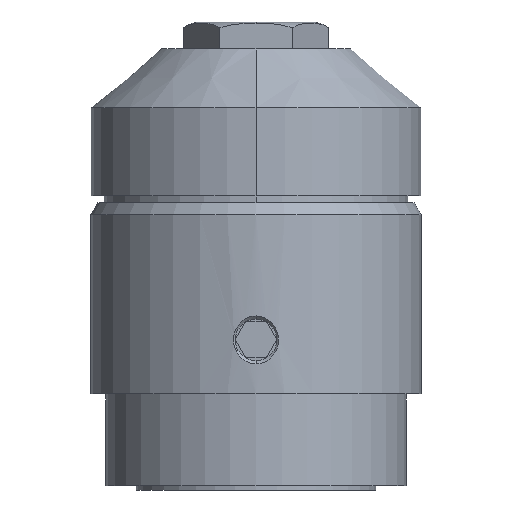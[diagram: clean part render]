
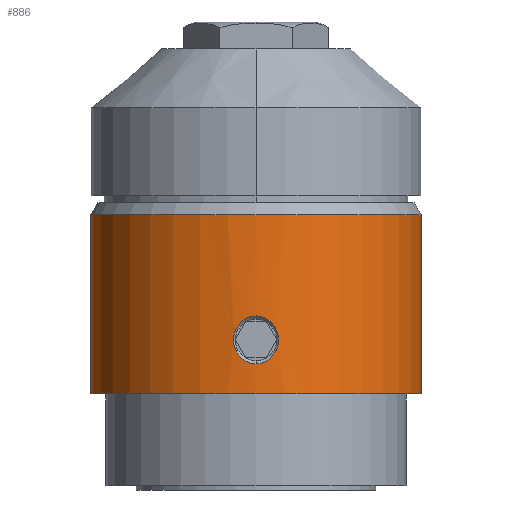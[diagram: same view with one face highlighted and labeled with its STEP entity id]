
A CAD part, front view. The second image highlights one B-rep face of the part: STEP entity #886.
In plain terms, the highlighted cylindrical face has radius 27.505 mm (diameter 55.009 mm), a partial arc.
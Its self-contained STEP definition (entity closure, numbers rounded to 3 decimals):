
#412=VERTEX_POINT('',#1133);
#418=VERTEX_POINT('',#1139);
#432=EDGE_CURVE('',#796,#714,#1154,.T.);
#556=EDGE_CURVE('',#970,#412,#1293,.T.);
#614=EDGE_CURVE('',#970,#688,#1361,.T.);
#618=EDGE_CURVE('',#714,#796,#1365,.T.);
#688=VERTEX_POINT('',#1448);
#696=EDGE_CURVE('',#418,#688,#1459,.T.);
#714=VERTEX_POINT('',#1479);
#796=VERTEX_POINT('',#1565);
#886=ADVANCED_FACE('',(#1665,#1666),#1667,.T.);
#970=VERTEX_POINT('',#1759);
#1066=EDGE_CURVE('',#412,#418,#1866,.T.);
#1133=CARTESIAN_POINT('',(27.505,0.,45.908));
#1139=CARTESIAN_POINT('',(-27.505,0.,45.908));
#1154=B_SPLINE_CURVE_WITH_KNOTS('',3,(#1958,#1959,#1960,#1961,#1962,#1963,#1964,#1965,#1966,#1967,#1968,#1969,#1970,#1971,#1972,#1973,#1974,#1975,#1976,#1977,#1978,#1979,#1980,#1981,#1982,#1983,#1984,#1985,#1986,#1987,#1988,#1989,#1990,#1991),.UNSPECIFIED.,.F.,.F.,(4,2,2,2,2,2,2,2,2,2,2,2,2,2,2,2,4),(5.843,6.579,7.315,8.051,8.786,9.511,10.236,10.961,11.685,12.41,13.135,13.859,14.584,15.32,16.056,16.792,17.528),.UNSPECIFIED.);
#1293=LINE('',#2202,#2203);
#1361=CIRCLE('',#2290,27.505);
#1365=B_SPLINE_CURVE_WITH_KNOTS('',3,(#2295,#2296,#2297,#2298,#2299,#2300,#2301,#2302,#2303,#2304,#2305,#2306,#2307,#2308,#2309,#2310,#2311,#2312,#2313,#2314,#2315,#2316,#2317,#2318,#2319,#2320,#2321,#2322,#2323,#2324,#2325,#2326,#2327,#2328,#2329),.UNSPECIFIED.,.F.,.F.,(4,2,2,2,2,2,2,2,3,2,2,2,2,2,2,2,4),(17.528,18.264,19.,19.736,20.472,21.196,21.921,22.646,23.371,24.095,24.82,25.545,26.269,27.005,27.741,28.477,29.213),.UNSPECIFIED.);
#1448=CARTESIAN_POINT('',(-27.505,0.,16.008));
#1459=LINE('',#2465,#2466);
#1479=CARTESIAN_POINT('',(0.,-27.505,29.008));
#1565=CARTESIAN_POINT('',(0.,-27.505,21.008));
#1665=FACE_OUTER_BOUND('',#2813,.T.);
#1666=FACE_BOUND('',#2814,.T.);
#1667=CYLINDRICAL_SURFACE('',#2815,27.505);
#1759=CARTESIAN_POINT('',(27.505,0.,16.008));
#1866=CIRCLE('',#3107,27.505);
#1958=CARTESIAN_POINT('',(0.,-27.505,21.008));
#1959=CARTESIAN_POINT('',(-0.245,-27.505,21.008));
#1960=CARTESIAN_POINT('',(-0.498,-27.501,21.034));
#1961=CARTESIAN_POINT('',(-0.997,-27.488,21.143));
#1962=CARTESIAN_POINT('',(-1.244,-27.478,21.226));
#1963=CARTESIAN_POINT('',(-1.714,-27.452,21.443));
#1964=CARTESIAN_POINT('',(-1.938,-27.437,21.577));
#1965=CARTESIAN_POINT('',(-2.349,-27.405,21.884));
#1966=CARTESIAN_POINT('',(-2.535,-27.388,22.056));
#1967=CARTESIAN_POINT('',(-2.86,-27.356,22.417));
#1968=CARTESIAN_POINT('',(-3.01,-27.34,22.618));
#1969=CARTESIAN_POINT('',(-3.273,-27.31,23.051));
#1970=CARTESIAN_POINT('',(-3.386,-27.296,23.284));
#1971=CARTESIAN_POINT('',(-3.567,-27.273,23.766));
#1972=CARTESIAN_POINT('',(-3.634,-27.264,24.016));
#1973=CARTESIAN_POINT('',(-3.723,-27.252,24.516));
#1974=CARTESIAN_POINT('',(-3.744,-27.249,24.766));
#1975=CARTESIAN_POINT('',(-3.744,-27.249,25.25));
#1976=CARTESIAN_POINT('',(-3.723,-27.252,25.5));
#1977=CARTESIAN_POINT('',(-3.634,-27.264,26.001));
#1978=CARTESIAN_POINT('',(-3.567,-27.273,26.25));
#1979=CARTESIAN_POINT('',(-3.386,-27.296,26.732));
#1980=CARTESIAN_POINT('',(-3.273,-27.31,26.965));
#1981=CARTESIAN_POINT('',(-3.01,-27.34,27.398));
#1982=CARTESIAN_POINT('',(-2.86,-27.356,27.599));
#1983=CARTESIAN_POINT('',(-2.535,-27.388,27.96));
#1984=CARTESIAN_POINT('',(-2.349,-27.405,28.133));
#1985=CARTESIAN_POINT('',(-1.938,-27.437,28.439));
#1986=CARTESIAN_POINT('',(-1.714,-27.452,28.573));
#1987=CARTESIAN_POINT('',(-1.244,-27.478,28.79));
#1988=CARTESIAN_POINT('',(-0.997,-27.488,28.873));
#1989=CARTESIAN_POINT('',(-0.498,-27.501,28.982));
#1990=CARTESIAN_POINT('',(-0.245,-27.505,29.008));
#1991=CARTESIAN_POINT('',(0.,-27.505,29.008));
#2202=CARTESIAN_POINT('',(27.505,0.,30.958));
#2203=VECTOR('',#3350,1.0);
#2290=AXIS2_PLACEMENT_3D('',#3444,#3445,#3446);
#2295=CARTESIAN_POINT('',(0.,-27.505,29.008));
#2296=CARTESIAN_POINT('',(0.245,-27.505,29.008));
#2297=CARTESIAN_POINT('',(0.498,-27.501,28.982));
#2298=CARTESIAN_POINT('',(0.997,-27.488,28.873));
#2299=CARTESIAN_POINT('',(1.244,-27.478,28.79));
#2300=CARTESIAN_POINT('',(1.714,-27.452,28.573));
#2301=CARTESIAN_POINT('',(1.938,-27.437,28.439));
#2302=CARTESIAN_POINT('',(2.349,-27.405,28.133));
#2303=CARTESIAN_POINT('',(2.535,-27.388,27.96));
#2304=CARTESIAN_POINT('',(2.86,-27.356,27.599));
#2305=CARTESIAN_POINT('',(3.01,-27.34,27.398));
#2306=CARTESIAN_POINT('',(3.273,-27.31,26.965));
#2307=CARTESIAN_POINT('',(3.386,-27.296,26.732));
#2308=CARTESIAN_POINT('',(3.567,-27.273,26.25));
#2309=CARTESIAN_POINT('',(3.634,-27.264,26.001));
#2310=CARTESIAN_POINT('',(3.723,-27.252,25.5));
#2311=CARTESIAN_POINT('',(3.744,-27.249,25.25));
#2312=CARTESIAN_POINT('',(3.744,-27.249,25.008));
#2313=CARTESIAN_POINT('',(3.744,-27.249,24.766));
#2314=CARTESIAN_POINT('',(3.723,-27.252,24.516));
#2315=CARTESIAN_POINT('',(3.634,-27.264,24.016));
#2316=CARTESIAN_POINT('',(3.567,-27.273,23.766));
#2317=CARTESIAN_POINT('',(3.386,-27.296,23.284));
#2318=CARTESIAN_POINT('',(3.273,-27.31,23.051));
#2319=CARTESIAN_POINT('',(3.01,-27.34,22.618));
#2320=CARTESIAN_POINT('',(2.86,-27.356,22.417));
#2321=CARTESIAN_POINT('',(2.535,-27.388,22.056));
#2322=CARTESIAN_POINT('',(2.349,-27.405,21.884));
#2323=CARTESIAN_POINT('',(1.938,-27.437,21.577));
#2324=CARTESIAN_POINT('',(1.714,-27.452,21.443));
#2325=CARTESIAN_POINT('',(1.244,-27.478,21.226));
#2326=CARTESIAN_POINT('',(0.997,-27.488,21.143));
#2327=CARTESIAN_POINT('',(0.498,-27.501,21.034));
#2328=CARTESIAN_POINT('',(0.245,-27.505,21.008));
#2329=CARTESIAN_POINT('',(0.,-27.505,21.008));
#2465=CARTESIAN_POINT('',(-27.505,0.,30.958));
#2466=VECTOR('',#3580,1.0);
#2813=EDGE_LOOP('',(#3809,#3810,#3811,#3812));
#2814=EDGE_LOOP('',(#3813,#3814));
#2815=AXIS2_PLACEMENT_3D('',#3815,#3816,#3817);
#3107=AXIS2_PLACEMENT_3D('',#4048,#4049,#4050);
#3350=DIRECTION('',(-0.0,-0.0,1.0));
#3444=CARTESIAN_POINT('',(0.0,0.,16.008));
#3445=DIRECTION('',(-0.0,0.0,-1.0));
#3446=DIRECTION('',(-1.0,0.,0.0));
#3580=DIRECTION('',(0.0,0.0,-1.0));
#3809=ORIENTED_EDGE('',*,*,#696,.T.);
#3810=ORIENTED_EDGE('',*,*,#614,.F.);
#3811=ORIENTED_EDGE('',*,*,#556,.T.);
#3812=ORIENTED_EDGE('',*,*,#1066,.T.);
#3813=ORIENTED_EDGE('',*,*,#432,.T.);
#3814=ORIENTED_EDGE('',*,*,#618,.T.);
#3815=CARTESIAN_POINT('',(0.0,0.,30.958));
#3816=DIRECTION('',(0.0,-0.0,1.0));
#3817=DIRECTION('',(-1.0,0.,0.0));
#4048=CARTESIAN_POINT('',(0.0,0.,45.908));
#4049=DIRECTION('',(-0.0,0.0,-1.0));
#4050=DIRECTION('',(-1.0,0.,0.0));
